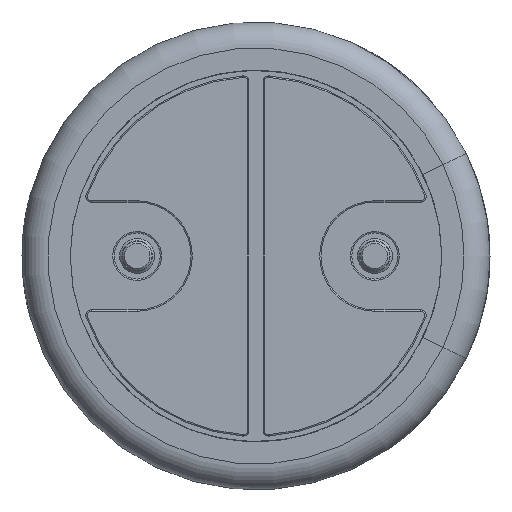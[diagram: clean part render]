
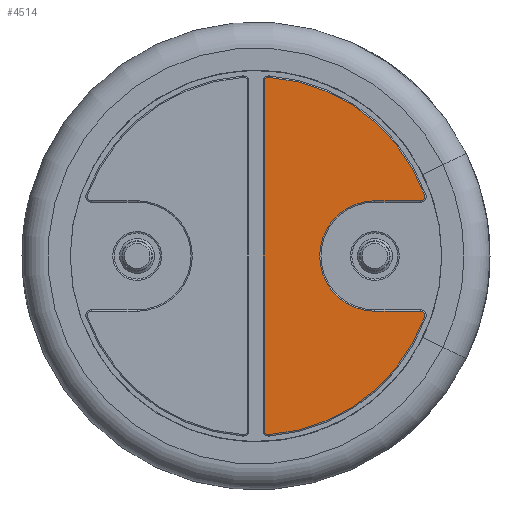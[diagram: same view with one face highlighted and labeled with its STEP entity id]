
A CAD part, front view. The second image highlights one B-rep face of the part: STEP entity #4514.
In plain terms, the highlighted planar face has unit normal (0, -1, 0).
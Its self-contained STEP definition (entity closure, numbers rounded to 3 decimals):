
#59=PLANE('',#4866);
#201=FACE_OUTER_BOUND('',#405,.T.);
#405=EDGE_LOOP('',(#3706,#3707,#3708,#3709,#3710,#3711,#3712,#3713,#3714,
#3715));
#662=CIRCLE('',#4831,0.057);
#665=CIRCLE('',#4836,0.057);
#668=CIRCLE('',#4840,2.412);
#671=CIRCLE('',#4844,0.057);
#675=CIRCLE('',#4850,0.743);
#679=CIRCLE('',#4856,0.057);
#681=CIRCLE('',#4859,2.412);
#889=LINE('',#8378,#1090);
#891=LINE('',#8402,#1092);
#893=LINE('',#8414,#1094);
#1090=VECTOR('',#5582,10.);
#1092=VECTOR('',#5612,10.);
#1094=VECTOR('',#5626,10.);
#1885=VERTEX_POINT('',#8366);
#1888=VERTEX_POINT('',#8371);
#1890=VERTEX_POINT('',#8376);
#1892=VERTEX_POINT('',#8382);
#1894=VERTEX_POINT('',#8388);
#1896=VERTEX_POINT('',#8394);
#1898=VERTEX_POINT('',#8400);
#1900=VERTEX_POINT('',#8406);
#1902=VERTEX_POINT('',#8412);
#1904=VERTEX_POINT('',#8418);
#2504=EDGE_CURVE('',#1888,#1885,#662,.T.);
#2506=EDGE_CURVE('',#1890,#1888,#889,.T.);
#2509=EDGE_CURVE('',#1892,#1890,#665,.T.);
#2512=EDGE_CURVE('',#1894,#1892,#668,.T.);
#2515=EDGE_CURVE('',#1896,#1894,#671,.T.);
#2518=EDGE_CURVE('',#1898,#1896,#891,.T.);
#2521=EDGE_CURVE('',#1900,#1898,#675,.T.);
#2524=EDGE_CURVE('',#1902,#1900,#893,.T.);
#2527=EDGE_CURVE('',#1904,#1902,#679,.T.);
#2529=EDGE_CURVE('',#1885,#1904,#681,.T.);
#3706=ORIENTED_EDGE('',*,*,#2504,.F.);
#3707=ORIENTED_EDGE('',*,*,#2506,.F.);
#3708=ORIENTED_EDGE('',*,*,#2509,.F.);
#3709=ORIENTED_EDGE('',*,*,#2512,.F.);
#3710=ORIENTED_EDGE('',*,*,#2515,.F.);
#3711=ORIENTED_EDGE('',*,*,#2518,.F.);
#3712=ORIENTED_EDGE('',*,*,#2521,.F.);
#3713=ORIENTED_EDGE('',*,*,#2524,.F.);
#3714=ORIENTED_EDGE('',*,*,#2527,.F.);
#3715=ORIENTED_EDGE('',*,*,#2529,.F.);
#4514=ADVANCED_FACE('',(#201),#59,.F.);
#4831=AXIS2_PLACEMENT_3D('',#8373,#5576,#5577);
#4836=AXIS2_PLACEMENT_3D('',#8384,#5588,#5589);
#4840=AXIS2_PLACEMENT_3D('',#8390,#5596,#5597);
#4844=AXIS2_PLACEMENT_3D('',#8396,#5604,#5605);
#4850=AXIS2_PLACEMENT_3D('',#8408,#5618,#5619);
#4856=AXIS2_PLACEMENT_3D('',#8420,#5632,#5633);
#4859=AXIS2_PLACEMENT_3D('',#8423,#5638,#5639);
#4866=AXIS2_PLACEMENT_3D('',#8436,#5658,#5659);
#5576=DIRECTION('center_axis',(0.,1.,0.));
#5577=DIRECTION('ref_axis',(-0.681,0.,0.732));
#5582=DIRECTION('',(0.,0.,1.));
#5588=DIRECTION('center_axis',(0.,1.,0.));
#5589=DIRECTION('ref_axis',(-0.681,0.,-0.732));
#5596=DIRECTION('center_axis',(0.,1.,0.));
#5597=DIRECTION('ref_axis',(0.604,0.,-0.797));
#5604=DIRECTION('center_axis',(0.,1.,0.));
#5605=DIRECTION('ref_axis',(0.818,0.,0.575));
#5612=DIRECTION('',(1.,0.,0.));
#5618=DIRECTION('center_axis',(0.,-1.,0.));
#5619=DIRECTION('ref_axis',(-1.,0.,0.));
#5626=DIRECTION('',(-1.,0.,0.));
#5632=DIRECTION('center_axis',(0.,1.,0.));
#5633=DIRECTION('ref_axis',(0.818,0.,-0.575));
#5638=DIRECTION('center_axis',(0.,1.,0.));
#5639=DIRECTION('ref_axis',(0.604,0.,0.797));
#5658=DIRECTION('center_axis',(0.,1.,0.));
#5659=DIRECTION('ref_axis',(0.,0.,1.));
#8366=CARTESIAN_POINT('',(0.174,-0.05,2.406));
#8371=CARTESIAN_POINT('',(0.113,-0.05,2.349));
#8373=CARTESIAN_POINT('Origin',(0.17,-0.05,2.349));
#8376=CARTESIAN_POINT('',(0.113,-0.05,-2.349));
#8378=CARTESIAN_POINT('',(0.113,-0.05,1.174));
#8382=CARTESIAN_POINT('',(0.174,-0.05,-2.406));
#8384=CARTESIAN_POINT('Origin',(0.17,-0.05,-2.349));
#8388=CARTESIAN_POINT('',(2.269,-0.05,-0.819));
#8390=CARTESIAN_POINT('Origin',(0.,-0.05,0.));
#8394=CARTESIAN_POINT('',(2.215,-0.05,-0.743));
#8396=CARTESIAN_POINT('Origin',(2.215,-0.05,-0.8));
#8400=CARTESIAN_POINT('',(1.6,-0.05,-0.743));
#8402=CARTESIAN_POINT('',(1.704,-0.05,-0.743));
#8406=CARTESIAN_POINT('',(1.6,-0.05,0.743));
#8408=CARTESIAN_POINT('Origin',(1.6,-0.05,0.));
#8412=CARTESIAN_POINT('',(2.215,-0.05,0.743));
#8414=CARTESIAN_POINT('',(1.396,-0.05,0.743));
#8418=CARTESIAN_POINT('',(2.269,-0.05,0.819));
#8420=CARTESIAN_POINT('Origin',(2.215,-0.05,0.8));
#8423=CARTESIAN_POINT('Origin',(0.,-0.05,0.));
#8436=CARTESIAN_POINT('Origin',(1.192,-0.05,0.));
